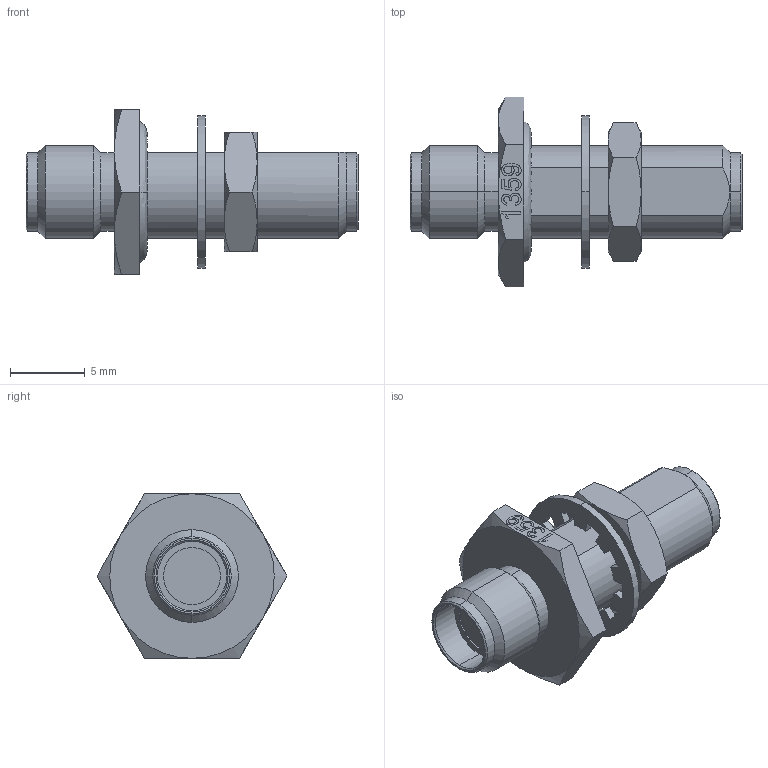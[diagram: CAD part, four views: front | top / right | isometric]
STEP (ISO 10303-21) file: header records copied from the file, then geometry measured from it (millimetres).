
FILE_DESCRIPTION (( 'STEP AP214' ), '1' );
FILE_NAME ('FMAD1359_3D.step', '2024-01-05T21:06:08', ( '' ), ( '' ), 'SwSTEP 2.0', 'SolidWorks 2022', '' );
FILE_SCHEMA (( 'AUTOMOTIVE_DESIGN' ));
Length unit declared in the file: inch
Products named in the file (5): FMAD1359_3D; Copy of SMA8305A-4^FMAD1359; Copy of AD-A8A8-BF-G-HS^FMAD1359; Copy of SMA8500-4^FMAD1359; Copy of SMA8500-5^FMAD1359
Assembly tree (4 placements, depth 2):
  FMAD1359_3D
    Copy of AD-A8A8-BF-G-HS^FMAD1359
    Copy of SMA8500-4^FMAD1359
    Copy of SMA8500-5^FMAD1359
    Copy of SMA8305A-4^FMAD1359
Bounding box: 22.2 x 12.7 x 11 mm (x, y, z)
Volume: 770.6 mm3; surface area: 1147.5 mm2
Topology: 4 solids, 4 shells, 191 faces, 474 edges, 301 vertices
Faces by surface type: plane 68, bspline 54, cylinder 45, cone 24
Entity records: 8164 total; most frequent: CARTESIAN_POINT 3689, ORIENTED_EDGE 948, DIRECTION 778, EDGE_CURVE 474, VERTEX_POINT 301, AXIS2_PLACEMENT_3D 274, VECTOR 230, LINE 230
